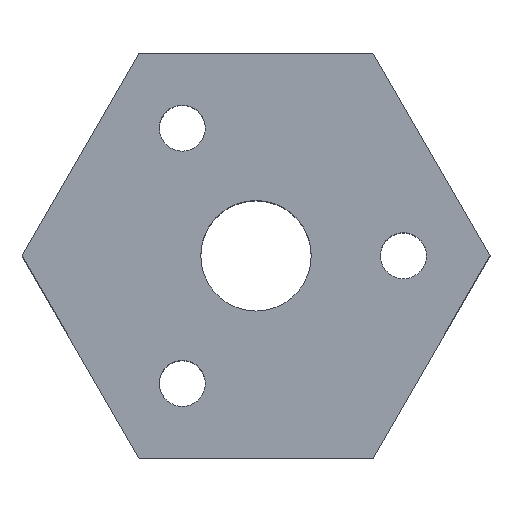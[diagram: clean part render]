
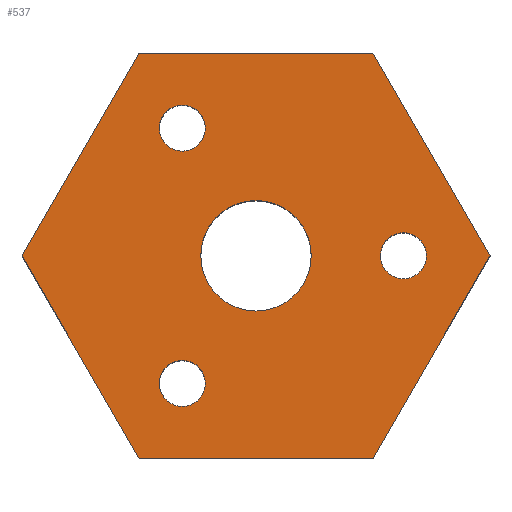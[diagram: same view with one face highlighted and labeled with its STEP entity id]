
A CAD part, top view. The second image highlights one B-rep face of the part: STEP entity #537.
In plain terms, the highlighted planar face has unit normal (0, 0, 1).
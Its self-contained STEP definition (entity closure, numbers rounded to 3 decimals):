
#1 = FACE_BOUND ( 'NONE', #687, .T. ) ;
#11 = LINE ( 'NONE', #294, #333 ) ;
#22 = CIRCLE ( 'NONE', #131, 3. ) ;
#38 = DIRECTION ( 'NONE',  ( 0., 0., 1. ) ) ;
#54 = EDGE_CURVE ( 'NONE', #628, #556, #695, .T. ) ;
#59 = LINE ( 'NONE', #71, #226 ) ;
#68 = CARTESIAN_POINT ( 'NONE',  ( 9.25, 0., 16. ) ) ;
#71 = CARTESIAN_POINT ( 'NONE',  ( -6.351, -11., 16. ) ) ;
#74 = AXIS2_PLACEMENT_3D ( 'NONE', #260, #38, #103 ) ;
#81 = ORIENTED_EDGE ( 'NONE', *, *, #248, .F. ) ;
#96 = VECTOR ( 'NONE', #684, 1000. ) ;
#103 = DIRECTION ( 'NONE',  ( 1., 0., 0. ) ) ;
#112 = DIRECTION ( 'NONE',  ( 0.5, -0.866, 0. ) ) ;
#119 = LINE ( 'NONE', #476, #96 ) ;
#123 = DIRECTION ( 'NONE',  ( 1., 0., 0. ) ) ;
#126 = ORIENTED_EDGE ( 'NONE', *, *, #296, .F. ) ;
#128 = EDGE_CURVE ( 'NONE', #705, #349, #11, .T. ) ;
#131 = AXIS2_PLACEMENT_3D ( 'NONE', #585, #201, #643 ) ;
#144 = DIRECTION ( 'NONE',  ( -0.5, -0.866, 0. ) ) ;
#146 = EDGE_CURVE ( 'NONE', #428, #197, #802, .T. ) ;
#152 = CARTESIAN_POINT ( 'NONE',  ( 6.351, 11., 16. ) ) ;
#155 = EDGE_CURVE ( 'NONE', #361, #470, #637, .T. ) ;
#167 = EDGE_LOOP ( 'NONE', ( #499, #254 ) ) ;
#171 = CARTESIAN_POINT ( 'NONE',  ( -2.75, 6.928, 16. ) ) ;
#181 = CARTESIAN_POINT ( 'NONE',  ( 12.702, 0., 16. ) ) ;
#183 = DIRECTION ( 'NONE',  ( 1., 0., 0. ) ) ;
#187 = ORIENTED_EDGE ( 'NONE', *, *, #190, .T. ) ;
#188 = CIRCLE ( 'NONE', #766, 3. ) ;
#190 = EDGE_CURVE ( 'NONE', #349, #801, #567, .T. ) ;
#195 = ORIENTED_EDGE ( 'NONE', *, *, #353, .F. ) ;
#197 = VERTEX_POINT ( 'NONE', #199 ) ;
#199 = CARTESIAN_POINT ( 'NONE',  ( -6.351, -11., 16. ) ) ;
#201 = DIRECTION ( 'NONE',  ( 0., 0., 1. ) ) ;
#208 = VERTEX_POINT ( 'NONE', #524 ) ;
#219 = VERTEX_POINT ( 'NONE', #461 ) ;
#225 = DIRECTION ( 'NONE',  ( 1., 0., 0. ) ) ;
#226 = VECTOR ( 'NONE', #467, 1000. ) ;
#240 = CARTESIAN_POINT ( 'NONE',  ( -2.75, -6.928, 16. ) ) ;
#245 = EDGE_CURVE ( 'NONE', #470, #361, #501, .T. ) ;
#248 = EDGE_CURVE ( 'NONE', #293, #208, #188, .T. ) ;
#254 = ORIENTED_EDGE ( 'NONE', *, *, #155, .F. ) ;
#260 = CARTESIAN_POINT ( 'NONE',  ( -4., -6.928, 16. ) ) ;
#268 = CARTESIAN_POINT ( 'NONE',  ( -3., 0., 16. ) ) ;
#272 = CIRCLE ( 'NONE', #344, 1.25 ) ;
#281 = AXIS2_PLACEMENT_3D ( 'NONE', #629, #600, #770 ) ;
#289 = FACE_BOUND ( 'NONE', #708, .T. ) ;
#293 = VERTEX_POINT ( 'NONE', #268 ) ;
#294 = CARTESIAN_POINT ( 'NONE',  ( 6.351, -11., 16. ) ) ;
#296 = EDGE_CURVE ( 'NONE', #208, #293, #22, .T. ) ;
#298 = VECTOR ( 'NONE', #112, 1000. ) ;
#299 = ORIENTED_EDGE ( 'NONE', *, *, #54, .F. ) ;
#301 = AXIS2_PLACEMENT_3D ( 'NONE', #512, #632, #478 ) ;
#316 = EDGE_LOOP ( 'NONE', ( #443, #187, #677, #447, #493, #566 ) ) ;
#333 = VECTOR ( 'NONE', #413, 1000. ) ;
#344 = AXIS2_PLACEMENT_3D ( 'NONE', #789, #486, #473 ) ;
#345 = DIRECTION ( 'NONE',  ( 0., 0., 1. ) ) ;
#349 = VERTEX_POINT ( 'NONE', #430 ) ;
#352 = CARTESIAN_POINT ( 'NONE',  ( 8., 0., 16. ) ) ;
#353 = EDGE_CURVE ( 'NONE', #219, #519, #614, .T. ) ;
#358 = AXIS2_PLACEMENT_3D ( 'NONE', #596, #784, #713 ) ;
#361 = VERTEX_POINT ( 'NONE', #171 ) ;
#390 = CARTESIAN_POINT ( 'NONE',  ( 0., 0., 16. ) ) ;
#405 = EDGE_CURVE ( 'NONE', #801, #626, #119, .T. ) ;
#413 = DIRECTION ( 'NONE',  ( 0.5, 0.866, 0. ) ) ;
#428 = VERTEX_POINT ( 'NONE', #727 ) ;
#430 = CARTESIAN_POINT ( 'NONE',  ( 12.702, 0., 16. ) ) ;
#431 = CARTESIAN_POINT ( 'NONE',  ( 0., 0., 16. ) ) ;
#433 = EDGE_CURVE ( 'NONE', #626, #428, #646, .T. ) ;
#434 = VECTOR ( 'NONE', #471, 1000. ) ;
#443 = ORIENTED_EDGE ( 'NONE', *, *, #128, .T. ) ;
#447 = ORIENTED_EDGE ( 'NONE', *, *, #433, .T. ) ;
#456 = FACE_BOUND ( 'NONE', #640, .T. ) ;
#460 = DIRECTION ( 'NONE',  ( 0., 0., 1. ) ) ;
#461 = CARTESIAN_POINT ( 'NONE',  ( -5.25, -6.928, 16. ) ) ;
#467 = DIRECTION ( 'NONE',  ( 1., 0., 0. ) ) ;
#470 = VERTEX_POINT ( 'NONE', #474 ) ;
#471 = DIRECTION ( 'NONE',  ( -0.5, 0.866, 0. ) ) ;
#473 = DIRECTION ( 'NONE',  ( 1., 0., 0. ) ) ;
#474 = CARTESIAN_POINT ( 'NONE',  ( -5.25, 6.928, 16. ) ) ;
#476 = CARTESIAN_POINT ( 'NONE',  ( 6.351, 11., 16. ) ) ;
#477 = CIRCLE ( 'NONE', #503, 1.25 ) ;
#478 = DIRECTION ( 'NONE',  ( 1., 0., 0. ) ) ;
#479 = VECTOR ( 'NONE', #144, 1000. ) ;
#486 = DIRECTION ( 'NONE',  ( 0., 0., 1. ) ) ;
#493 = ORIENTED_EDGE ( 'NONE', *, *, #146, .T. ) ;
#497 = CARTESIAN_POINT ( 'NONE',  ( 6.351, -11., 16. ) ) ;
#499 = ORIENTED_EDGE ( 'NONE', *, *, #245, .F. ) ;
#501 = CIRCLE ( 'NONE', #301, 1.25 ) ;
#503 = AXIS2_PLACEMENT_3D ( 'NONE', #352, #345, #183 ) ;
#512 = CARTESIAN_POINT ( 'NONE',  ( -4., 6.928, 16. ) ) ;
#514 = CARTESIAN_POINT ( 'NONE',  ( -12.702, 0., 16. ) ) ;
#519 = VERTEX_POINT ( 'NONE', #240 ) ;
#524 = CARTESIAN_POINT ( 'NONE',  ( 3., 0., 16. ) ) ;
#537 = ADVANCED_FACE ( 'NONE', ( #456, #1, #723, #289, #772 ), #746, .T. ) ;
#545 = AXIS2_PLACEMENT_3D ( 'NONE', #431, #460, #225 ) ;
#556 = VERTEX_POINT ( 'NONE', #68 ) ;
#564 = CARTESIAN_POINT ( 'NONE',  ( -6.351, 11., 16. ) ) ;
#566 = ORIENTED_EDGE ( 'NONE', *, *, #715, .T. ) ;
#567 = LINE ( 'NONE', #181, #434 ) ;
#571 = EDGE_CURVE ( 'NONE', #519, #219, #272, .T. ) ;
#585 = CARTESIAN_POINT ( 'NONE',  ( 0., 0., 16. ) ) ;
#596 = CARTESIAN_POINT ( 'NONE',  ( -4., 6.928, 16. ) ) ;
#600 = DIRECTION ( 'NONE',  ( 0., 0., 1. ) ) ;
#610 = CARTESIAN_POINT ( 'NONE',  ( -6.351, 11., 16. ) ) ;
#614 = CIRCLE ( 'NONE', #74, 1.25 ) ;
#616 = CARTESIAN_POINT ( 'NONE',  ( 6.75, 0., 16. ) ) ;
#626 = VERTEX_POINT ( 'NONE', #564 ) ;
#628 = VERTEX_POINT ( 'NONE', #616 ) ;
#629 = CARTESIAN_POINT ( 'NONE',  ( 8., 0., 16. ) ) ;
#632 = DIRECTION ( 'NONE',  ( 0., 0., 1. ) ) ;
#637 = CIRCLE ( 'NONE', #358, 1.25 ) ;
#639 = DIRECTION ( 'NONE',  ( 0., 0., 1. ) ) ;
#640 = EDGE_LOOP ( 'NONE', ( #299, #673 ) ) ;
#643 = DIRECTION ( 'NONE',  ( 1., 0., 0. ) ) ;
#646 = LINE ( 'NONE', #610, #479 ) ;
#673 = ORIENTED_EDGE ( 'NONE', *, *, #799, .F. ) ;
#677 = ORIENTED_EDGE ( 'NONE', *, *, #405, .T. ) ;
#684 = DIRECTION ( 'NONE',  ( -1., 0., 0. ) ) ;
#687 = EDGE_LOOP ( 'NONE', ( #81, #126 ) ) ;
#695 = CIRCLE ( 'NONE', #281, 1.25 ) ;
#705 = VERTEX_POINT ( 'NONE', #497 ) ;
#708 = EDGE_LOOP ( 'NONE', ( #195, #741 ) ) ;
#713 = DIRECTION ( 'NONE',  ( 1., 0., 0. ) ) ;
#715 = EDGE_CURVE ( 'NONE', #197, #705, #59, .T. ) ;
#723 = FACE_OUTER_BOUND ( 'NONE', #316, .T. ) ;
#727 = CARTESIAN_POINT ( 'NONE',  ( -12.702, 0., 16. ) ) ;
#741 = ORIENTED_EDGE ( 'NONE', *, *, #571, .F. ) ;
#746 = PLANE ( 'NONE',  #545 ) ;
#766 = AXIS2_PLACEMENT_3D ( 'NONE', #390, #639, #123 ) ;
#770 = DIRECTION ( 'NONE',  ( 1., 0., 0. ) ) ;
#772 = FACE_BOUND ( 'NONE', #167, .T. ) ;
#784 = DIRECTION ( 'NONE',  ( 0., 0., 1. ) ) ;
#789 = CARTESIAN_POINT ( 'NONE',  ( -4., -6.928, 16. ) ) ;
#799 = EDGE_CURVE ( 'NONE', #556, #628, #477, .T. ) ;
#801 = VERTEX_POINT ( 'NONE', #152 ) ;
#802 = LINE ( 'NONE', #514, #298 ) ;
